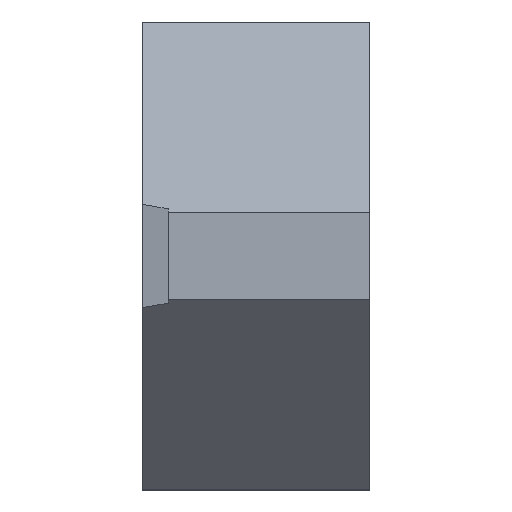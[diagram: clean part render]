
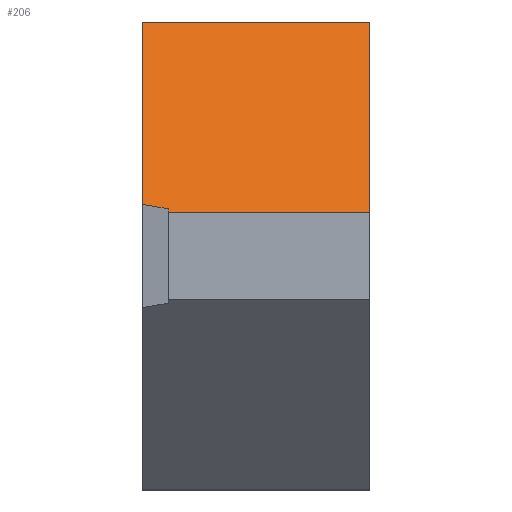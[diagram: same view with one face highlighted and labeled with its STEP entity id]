
A CAD part, left-side view. The second image highlights one B-rep face of the part: STEP entity #206.
In plain terms, the highlighted planar face has unit normal (-0.707, 0, 0.707).
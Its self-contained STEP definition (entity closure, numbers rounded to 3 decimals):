
#31 = CARTESIAN_POINT ( 'NONE',  ( -10.536, 12.3, 10.536 ) ) ;
#47 = VERTEX_POINT ( 'NONE', #223 ) ;
#102 = LINE ( 'NONE', #31, #570 ) ;
#173 = LINE ( 'NONE', #338, #497 ) ;
#192 = LINE ( 'NONE', #617, #426 ) ;
#196 = DIRECTION ( 'NONE',  ( -0.707, 0., -0.707 ) ) ;
#206 = ADVANCED_FACE ( 'NONE', ( #544 ), #369, .F. ) ;
#221 = ORIENTED_EDGE ( 'NONE', *, *, #910, .T. ) ;
#223 = CARTESIAN_POINT ( 'NONE',  ( -18.275, 12.3, 2.797 ) ) ;
#254 = EDGE_CURVE ( 'NONE', #47, #1048, #102, .T. ) ;
#305 = VECTOR ( 'NONE', #399, 1000. ) ;
#309 = EDGE_LOOP ( 'NONE', ( #986, #221, #1020, #811, #703, #900 ) ) ;
#316 = EDGE_CURVE ( 'NONE', #998, #658, #946, .T. ) ;
#338 = CARTESIAN_POINT ( 'NONE',  ( -18.7, 12.3, 2.372 ) ) ;
#369 = PLANE ( 'NONE',  #805 ) ;
#375 = DIRECTION ( 'NONE',  ( 0.171, 0.97, 0.171 ) ) ;
#399 = DIRECTION ( 'NONE',  ( -0.707, 0., -0.707 ) ) ;
#402 = CARTESIAN_POINT ( 'NONE',  ( -10.536, 0., 10.536 ) ) ;
#406 = CARTESIAN_POINT ( 'NONE',  ( -10.536, 10.9, 10.536 ) ) ;
#426 = VECTOR ( 'NONE', #375, 1000. ) ;
#428 = CARTESIAN_POINT ( 'NONE',  ( -18.7, 0., 2.372 ) ) ;
#429 = LINE ( 'NONE', #406, #305 ) ;
#434 = EDGE_CURVE ( 'NONE', #954, #998, #173, .T. ) ;
#482 = VECTOR ( 'NONE', #1031, 1000. ) ;
#497 = VECTOR ( 'NONE', #921, 1000. ) ;
#512 = EDGE_CURVE ( 'NONE', #868, #47, #192, .T. ) ;
#544 = FACE_OUTER_BOUND ( 'NONE', #309, .T. ) ;
#570 = VECTOR ( 'NONE', #672, 1000. ) ;
#617 = CARTESIAN_POINT ( 'NONE',  ( -17.822, 14.869, 3.25 ) ) ;
#650 = CARTESIAN_POINT ( 'NONE',  ( -8.407, 12.3, 12.665 ) ) ;
#654 = VECTOR ( 'NONE', #771, 1000. ) ;
#658 = VERTEX_POINT ( 'NONE', #748 ) ;
#672 = DIRECTION ( 'NONE',  ( 0.707, 0., 0.707 ) ) ;
#682 = DIRECTION ( 'NONE',  ( 0.707, 0., -0.707 ) ) ;
#703 = ORIENTED_EDGE ( 'NONE', *, *, #734, .F. ) ;
#734 = EDGE_CURVE ( 'NONE', #1048, #658, #886, .T. ) ;
#748 = CARTESIAN_POINT ( 'NONE',  ( -8.407, 0., 12.665 ) ) ;
#771 = DIRECTION ( 'NONE',  ( 0., -1., 0. ) ) ;
#805 = AXIS2_PLACEMENT_3D ( 'NONE', #919, #682, #196 ) ;
#811 = ORIENTED_EDGE ( 'NONE', *, *, #316, .T. ) ;
#868 = VERTEX_POINT ( 'NONE', #932 ) ;
#877 = CARTESIAN_POINT ( 'NONE',  ( -18.7, 10.9, 2.372 ) ) ;
#886 = LINE ( 'NONE', #1011, #654 ) ;
#900 = ORIENTED_EDGE ( 'NONE', *, *, #254, .F. ) ;
#910 = EDGE_CURVE ( 'NONE', #868, #954, #429, .T. ) ;
#919 = CARTESIAN_POINT ( 'NONE',  ( -10.536, 12.3, 10.536 ) ) ;
#921 = DIRECTION ( 'NONE',  ( 0., -1., 0. ) ) ;
#932 = CARTESIAN_POINT ( 'NONE',  ( -18.522, 10.9, 2.55 ) ) ;
#946 = LINE ( 'NONE', #402, #482 ) ;
#954 = VERTEX_POINT ( 'NONE', #877 ) ;
#986 = ORIENTED_EDGE ( 'NONE', *, *, #512, .F. ) ;
#998 = VERTEX_POINT ( 'NONE', #428 ) ;
#1011 = CARTESIAN_POINT ( 'NONE',  ( -8.407, 12.3, 12.665 ) ) ;
#1020 = ORIENTED_EDGE ( 'NONE', *, *, #434, .T. ) ;
#1031 = DIRECTION ( 'NONE',  ( 0.707, 0., 0.707 ) ) ;
#1048 = VERTEX_POINT ( 'NONE', #650 ) ;
